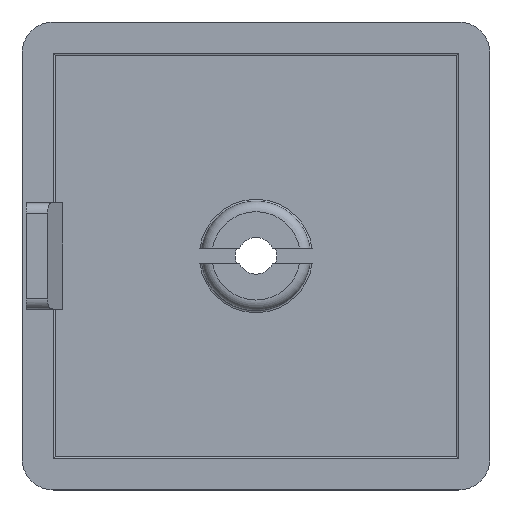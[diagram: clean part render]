
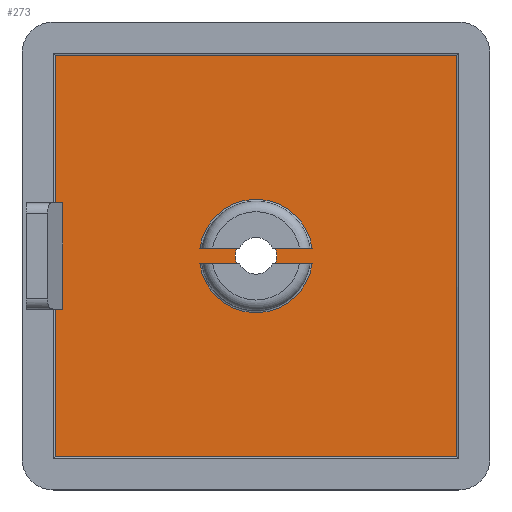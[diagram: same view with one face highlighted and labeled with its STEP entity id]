
A CAD part, top view. The second image highlights one B-rep face of the part: STEP entity #273.
In plain terms, the highlighted planar face has unit normal (0, 0, 1).
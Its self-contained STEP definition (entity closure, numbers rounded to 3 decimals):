
#8 = CARTESIAN_POINT ( 'NONE',  ( 0., 0., 3. ) ) ;
#10 = CARTESIAN_POINT ( 'NONE',  ( 1.854, -0.75, 3. ) ) ;
#12 = CARTESIAN_POINT ( 'NONE',  ( -19.3, -5.1, 3. ) ) ;
#13 = CARTESIAN_POINT ( 'NONE',  ( -19.3, 5.1, 3. ) ) ;
#14 = DIRECTION ( 'NONE',  ( -1., 0., 0. ) ) ;
#15 = DIRECTION ( 'NONE',  ( 0., 0., -1. ) ) ;
#16 = CARTESIAN_POINT ( 'NONE',  ( -2., 0., 3. ) ) ;
#17 = CARTESIAN_POINT ( 'NONE',  ( 0., 0., 3. ) ) ;
#38 = CARTESIAN_POINT ( 'NONE',  ( -1.854, -0.75, 3. ) ) ;
#101 = CARTESIAN_POINT ( 'NONE',  ( 19.3, 19.3, 3. ) ) ;
#102 = CARTESIAN_POINT ( 'NONE',  ( 19.3, -19.3, 3. ) ) ;
#103 = CARTESIAN_POINT ( 'NONE',  ( -19.3, -19.3, 3. ) ) ;
#107 = CARTESIAN_POINT ( 'NONE',  ( -18.6, -5.1, 3. ) ) ;
#108 = CARTESIAN_POINT ( 'NONE',  ( -18.6, 5.1, 3. ) ) ;
#109 = CARTESIAN_POINT ( 'NONE',  ( -5.398, -0.75, 3. ) ) ;
#110 = CARTESIAN_POINT ( 'NONE',  ( -19.3, 19.3, 3. ) ) ;
#111 = CARTESIAN_POINT ( 'NONE',  ( 1.854, 0.75, 3. ) ) ;
#113 = CARTESIAN_POINT ( 'NONE',  ( 5.398, 0.75, 3. ) ) ;
#116 = CARTESIAN_POINT ( 'NONE',  ( 5.398, -0.75, 3. ) ) ;
#117 = CARTESIAN_POINT ( 'NONE',  ( 2., 0., 3. ) ) ;
#118 = CARTESIAN_POINT ( 'NONE',  ( -1.854, 0.75, 3. ) ) ;
#119 = CARTESIAN_POINT ( 'NONE',  ( -5.398, 0.75, 3. ) ) ;
#155 = DIRECTION ( 'NONE',  ( 1., 0., 0. ) ) ;
#158 = CARTESIAN_POINT ( 'NONE',  ( 0., 0., 3. ) ) ;
#160 = DIRECTION ( 'NONE',  ( 0., 0., -1. ) ) ;
#162 = DIRECTION ( 'NONE',  ( -1., 0., 0. ) ) ;
#163 = DIRECTION ( 'NONE',  ( 1., 0., 0. ) ) ;
#164 = CARTESIAN_POINT ( 'NONE',  ( -19.5, 19.3, 3. ) ) ;
#165 = DIRECTION ( 'NONE',  ( 0., 1., 0. ) ) ;
#166 = CARTESIAN_POINT ( 'NONE',  ( -12.001, -0.75, 3. ) ) ;
#168 = DIRECTION ( 'NONE',  ( -1., 0., 0. ) ) ;
#169 = CARTESIAN_POINT ( 'NONE',  ( -12.001, 0.75, 3. ) ) ;
#170 = CARTESIAN_POINT ( 'NONE',  ( 19.3, -19.5, 3. ) ) ;
#171 = DIRECTION ( 'NONE',  ( 1., 0., 0. ) ) ;
#172 = CARTESIAN_POINT ( 'NONE',  ( -19.5, -19.3, 3. ) ) ;
#173 = DIRECTION ( 'NONE',  ( 0., -1., 0. ) ) ;
#176 = CARTESIAN_POINT ( 'NONE',  ( -19.3, -19.5, 3. ) ) ;
#177 = DIRECTION ( 'NONE',  ( 1., 0., 0. ) ) ;
#178 = CARTESIAN_POINT ( 'NONE',  ( -22.1, -5.1, 3. ) ) ;
#179 = DIRECTION ( 'NONE',  ( -1., 0., 0. ) ) ;
#180 = CARTESIAN_POINT ( 'NONE',  ( -12.001, 0.75, 3. ) ) ;
#181 = DIRECTION ( 'NONE',  ( 0., 1., 0. ) ) ;
#182 = CARTESIAN_POINT ( 'NONE',  ( -18.6, 5.1, 3. ) ) ;
#183 = DIRECTION ( 'NONE',  ( -1., 0., 0. ) ) ;
#185 = DIRECTION ( 'NONE',  ( -1., 0., 0. ) ) ;
#186 = DIRECTION ( 'NONE',  ( 0., 0., -1. ) ) ;
#187 = CARTESIAN_POINT ( 'NONE',  ( 0., 0., 3. ) ) ;
#188 = CARTESIAN_POINT ( 'NONE',  ( -22.1, 5.1, 3. ) ) ;
#190 = DIRECTION ( 'NONE',  ( 1., 0., 0. ) ) ;
#191 = DIRECTION ( 'NONE',  ( 0., 0., -1. ) ) ;
#192 = CARTESIAN_POINT ( 'NONE',  ( 0., 0., 3. ) ) ;
#193 = DIRECTION ( 'NONE',  ( 0., -1., 0. ) ) ;
#195 = CARTESIAN_POINT ( 'NONE',  ( -19.3, -19.5, 3. ) ) ;
#198 = DIRECTION ( 'NONE',  ( -1., 0., 0. ) ) ;
#199 = DIRECTION ( 'NONE',  ( 0., 0., -1. ) ) ;
#200 = DIRECTION ( 'NONE',  ( -1., 0., 0. ) ) ;
#201 = CARTESIAN_POINT ( 'NONE',  ( 0., 0., 3. ) ) ;
#203 = DIRECTION ( 'NONE',  ( 1., 0., 0. ) ) ;
#204 = CARTESIAN_POINT ( 'NONE',  ( -12.001, -0.75, 3. ) ) ;
#205 = DIRECTION ( 'NONE',  ( 0., 0., -1. ) ) ;
#243 = AXIS2_PLACEMENT_3D ( 'NONE', #17, #15, #14 ) ;
#244 = AXIS2_PLACEMENT_3D ( 'NONE', #8, #205, #200 ) ;
#247 = AXIS2_PLACEMENT_3D ( 'NONE', #158, #160, #155 ) ;
#248 = AXIS2_PLACEMENT_3D ( 'NONE', #201, #199, #198 ) ;
#249 = AXIS2_PLACEMENT_3D ( 'NONE', #192, #191, #190 ) ;
#250 = AXIS2_PLACEMENT_3D ( 'NONE', #187, #186, #185 ) ;
#273 = ADVANCED_FACE ( 'NONE', ( #873, #875 ), #1464, .T. ) ;
#392 = AXIS2_PLACEMENT_3D ( 'NONE', #1472, #1490, #1460 ) ;
#467 = ORIENTED_EDGE ( 'NONE', *, *, #1024, .T. ) ;
#480 = ORIENTED_EDGE ( 'NONE', *, *, #1020, .T. ) ;
#481 = ORIENTED_EDGE ( 'NONE', *, *, #1021, .T. ) ;
#482 = ORIENTED_EDGE ( 'NONE', *, *, #1022, .T. ) ;
#483 = ORIENTED_EDGE ( 'NONE', *, *, #1023, .T. ) ;
#484 = ORIENTED_EDGE ( 'NONE', *, *, #1013, .T. ) ;
#485 = ORIENTED_EDGE ( 'NONE', *, *, #1025, .T. ) ;
#486 = ORIENTED_EDGE ( 'NONE', *, *, #1026, .T. ) ;
#487 = ORIENTED_EDGE ( 'NONE', *, *, #1015, .T. ) ;
#488 = ORIENTED_EDGE ( 'NONE', *, *, #1027, .T. ) ;
#489 = ORIENTED_EDGE ( 'NONE', *, *, #1028, .T. ) ;
#490 = ORIENTED_EDGE ( 'NONE', *, *, #1029, .F. ) ;
#491 = ORIENTED_EDGE ( 'NONE', *, *, #1030, .F. ) ;
#492 = ORIENTED_EDGE ( 'NONE', *, *, #1031, .F. ) ;
#493 = ORIENTED_EDGE ( 'NONE', *, *, #1032, .T. ) ;
#494 = ORIENTED_EDGE ( 'NONE', *, *, #1033, .T. ) ;
#495 = ORIENTED_EDGE ( 'NONE', *, *, #1034, .T. ) ;
#496 = ORIENTED_EDGE ( 'NONE', *, *, #1035, .T. ) ;
#732 = VERTEX_POINT ( 'NONE', #38 ) ;
#733 = VERTEX_POINT ( 'NONE', #12 ) ;
#734 = VERTEX_POINT ( 'NONE', #10 ) ;
#735 = VERTEX_POINT ( 'NONE', #13 ) ;
#737 = VERTEX_POINT ( 'NONE', #119 ) ;
#739 = VERTEX_POINT ( 'NONE', #118 ) ;
#741 = VERTEX_POINT ( 'NONE', #117 ) ;
#742 = VERTEX_POINT ( 'NONE', #116 ) ;
#743 = VERTEX_POINT ( 'NONE', #16 ) ;
#745 = VERTEX_POINT ( 'NONE', #113 ) ;
#746 = VERTEX_POINT ( 'NONE', #111 ) ;
#747 = VERTEX_POINT ( 'NONE', #110 ) ;
#748 = VERTEX_POINT ( 'NONE', #109 ) ;
#749 = VERTEX_POINT ( 'NONE', #108 ) ;
#750 = VERTEX_POINT ( 'NONE', #107 ) ;
#754 = VERTEX_POINT ( 'NONE', #103 ) ;
#755 = VERTEX_POINT ( 'NONE', #102 ) ;
#756 = VERTEX_POINT ( 'NONE', #101 ) ;
#862 = EDGE_LOOP ( 'NONE', ( #489, #490, #491, #492, #493, #494, #495, #496 ) ) ;
#863 = EDGE_LOOP ( 'NONE', ( #480, #481, #482, #483, #484, #467, #485, #486, #487, #488 ) ) ;
#873 = FACE_BOUND ( 'NONE', #863, .T. ) ;
#875 = FACE_OUTER_BOUND ( 'NONE', #862, .T. ) ;
#1013 = EDGE_CURVE ( 'NONE', #741, #734, #1197, .T. ) ;
#1015 = EDGE_CURVE ( 'NONE', #732, #743, #1196, .T. ) ;
#1020 = EDGE_CURVE ( 'NONE', #739, #737, #1205, .T. ) ;
#1021 = EDGE_CURVE ( 'NONE', #737, #745, #1207, .T. ) ;
#1022 = EDGE_CURVE ( 'NONE', #745, #746, #1209, .T. ) ;
#1023 = EDGE_CURVE ( 'NONE', #746, #741, #1210, .T. ) ;
#1024 = EDGE_CURVE ( 'NONE', #734, #742, #1212, .T. ) ;
#1025 = EDGE_CURVE ( 'NONE', #742, #748, #1213, .T. ) ;
#1026 = EDGE_CURVE ( 'NONE', #748, #732, #1215, .T. ) ;
#1027 = EDGE_CURVE ( 'NONE', #743, #739, #1216, .T. ) ;
#1028 = EDGE_CURVE ( 'NONE', #747, #735, #1218, .T. ) ;
#1029 = EDGE_CURVE ( 'NONE', #749, #735, #1202, .T. ) ;
#1030 = EDGE_CURVE ( 'NONE', #750, #749, #1221, .T. ) ;
#1031 = EDGE_CURVE ( 'NONE', #733, #750, #1223, .T. ) ;
#1032 = EDGE_CURVE ( 'NONE', #733, #754, #1225, .T. ) ;
#1033 = EDGE_CURVE ( 'NONE', #754, #755, #1227, .T. ) ;
#1034 = EDGE_CURVE ( 'NONE', #755, #756, #1229, .T. ) ;
#1035 = EDGE_CURVE ( 'NONE', #756, #747, #1231, .T. ) ;
#1196 = CIRCLE ( 'NONE', #244, 2. ) ;
#1197 = CIRCLE ( 'NONE', #243, 2. ) ;
#1202 = LINE ( 'NONE', #188, #1222 ) ;
#1205 = LINE ( 'NONE', #169, #1208 ) ;
#1207 = CIRCLE ( 'NONE', #247, 5.45 ) ;
#1208 = VECTOR ( 'NONE', #168, 1000. ) ;
#1209 = LINE ( 'NONE', #180, #1211 ) ;
#1210 = CIRCLE ( 'NONE', #248, 2. ) ;
#1211 = VECTOR ( 'NONE', #179, 1000. ) ;
#1212 = LINE ( 'NONE', #166, #1214 ) ;
#1213 = CIRCLE ( 'NONE', #249, 5.45 ) ;
#1214 = VECTOR ( 'NONE', #163, 1000. ) ;
#1215 = LINE ( 'NONE', #204, #1217 ) ;
#1216 = CIRCLE ( 'NONE', #250, 2. ) ;
#1217 = VECTOR ( 'NONE', #203, 1000. ) ;
#1218 = LINE ( 'NONE', #195, #1220 ) ;
#1220 = VECTOR ( 'NONE', #193, 1000. ) ;
#1221 = LINE ( 'NONE', #182, #1224 ) ;
#1222 = VECTOR ( 'NONE', #183, 1000. ) ;
#1223 = LINE ( 'NONE', #178, #1226 ) ;
#1224 = VECTOR ( 'NONE', #181, 1000. ) ;
#1225 = LINE ( 'NONE', #176, #1228 ) ;
#1226 = VECTOR ( 'NONE', #177, 1000. ) ;
#1227 = LINE ( 'NONE', #172, #1230 ) ;
#1228 = VECTOR ( 'NONE', #173, 1000. ) ;
#1229 = LINE ( 'NONE', #170, #1232 ) ;
#1230 = VECTOR ( 'NONE', #171, 1000. ) ;
#1231 = LINE ( 'NONE', #164, #1234 ) ;
#1232 = VECTOR ( 'NONE', #165, 1000. ) ;
#1234 = VECTOR ( 'NONE', #162, 1000. ) ;
#1460 = DIRECTION ( 'NONE',  ( 1., 0., 0. ) ) ;
#1464 = PLANE ( 'NONE',  #392 ) ;
#1472 = CARTESIAN_POINT ( 'NONE',  ( -19.5, -19.5, 3. ) ) ;
#1490 = DIRECTION ( 'NONE',  ( 0., 0., 1. ) ) ;
